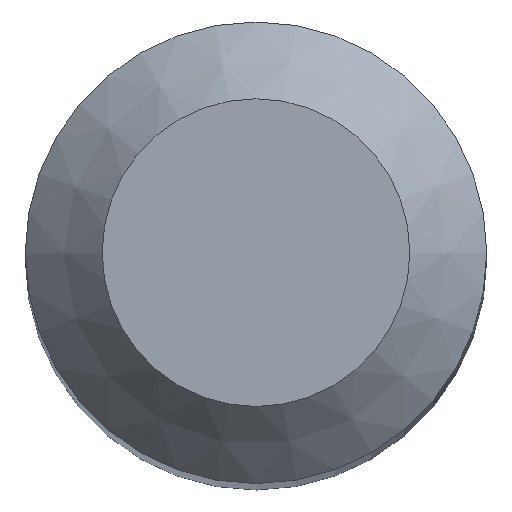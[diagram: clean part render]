
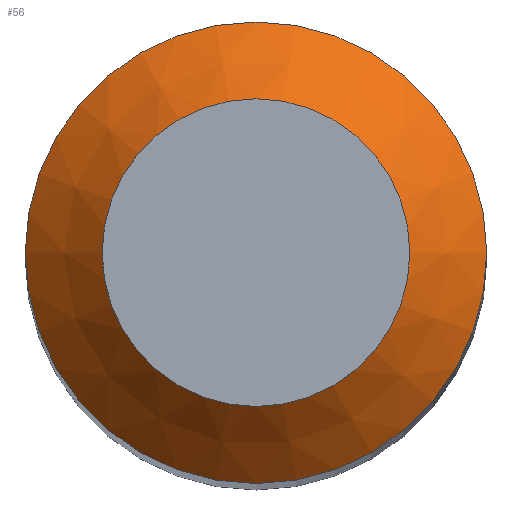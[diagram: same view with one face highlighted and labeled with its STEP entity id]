
A CAD part, top view. The second image highlights one B-rep face of the part: STEP entity #56.
In plain terms, the highlighted conical face has half-angle 45 degrees and reference radius 1.25 mm.
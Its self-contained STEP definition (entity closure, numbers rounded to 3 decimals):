
#18=FACE_BOUND('',#27,.T.);
#21=FACE_OUTER_BOUND('',#26,.T.);
#26=EDGE_LOOP('',(#46));
#27=EDGE_LOOP('',(#47));
#34=CIRCLE('',#70,1.5);
#35=CIRCLE('',#71,1.);
#38=VERTEX_POINT('',#100);
#39=VERTEX_POINT('',#102);
#42=EDGE_CURVE('',#38,#38,#34,.T.);
#43=EDGE_CURVE('',#39,#39,#35,.T.);
#46=ORIENTED_EDGE('',*,*,#42,.T.);
#47=ORIENTED_EDGE('',*,*,#43,.T.);
#54=CONICAL_SURFACE('',#69,1.25,45.);
#56=ADVANCED_FACE('',(#21,#18),#54,.T.);
#69=AXIS2_PLACEMENT_3D('',#99,#80,#81);
#70=AXIS2_PLACEMENT_3D('',#101,#82,#83);
#71=AXIS2_PLACEMENT_3D('',#103,#84,#85);
#80=DIRECTION('center_axis',(0.,0.,-1.));
#81=DIRECTION('ref_axis',(-1.,0.,0.));
#82=DIRECTION('center_axis',(0.,0.,1.));
#83=DIRECTION('ref_axis',(-1.,0.,0.));
#84=DIRECTION('center_axis',(0.,0.,-1.));
#85=DIRECTION('ref_axis',(-1.,0.,0.));
#99=CARTESIAN_POINT('Origin',(0.,0.,24.75));
#100=CARTESIAN_POINT('',(1.5,0.,24.5));
#101=CARTESIAN_POINT('Origin',(0.,0.,24.5));
#102=CARTESIAN_POINT('',(1.,0.,25.));
#103=CARTESIAN_POINT('Origin',(0.,0.,25.));
